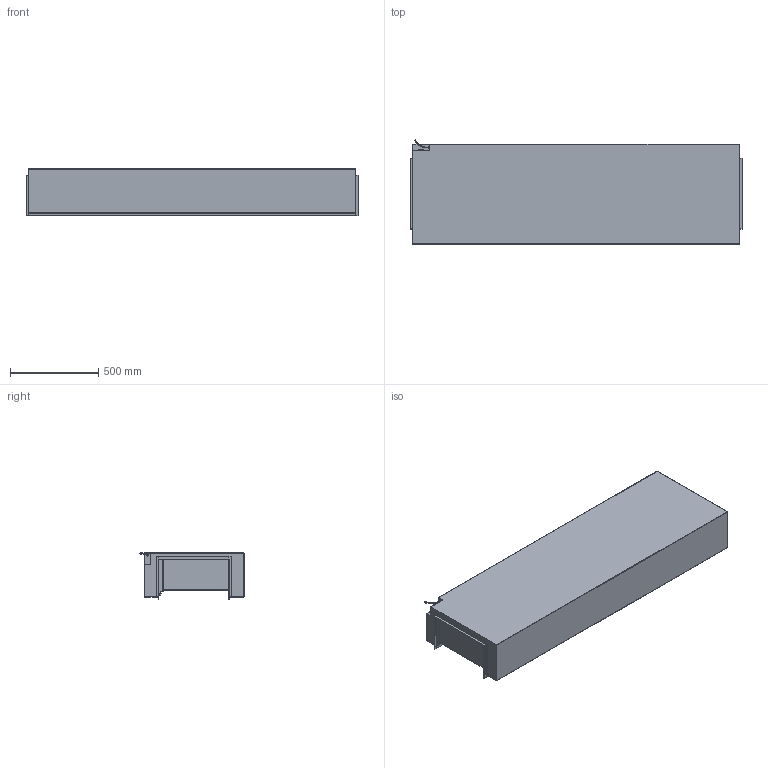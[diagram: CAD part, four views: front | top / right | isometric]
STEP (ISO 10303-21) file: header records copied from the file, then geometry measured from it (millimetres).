
FILE_DESCRIPTION (( 'STEP AP203' ), '1' );
FILE_NAME ('Luminosa 185 Engine.STEP', '2024-08-02T09:54:16', ( '' ), ( '' ), 'SwSTEP 2.0', 'SolidWorks 2022', '' );
FILE_SCHEMA (( 'CONFIG_CONTROL_DESIGN' ));
Length unit declared in the file: millimetre
Products named in the file (1): Luminosa 185 Engine
Bounding box: 1882 x 590.05 x 270.34 mm (x, y, z)
Volume: 7278172.8 mm3; surface area: 9693774.1 mm2
Topology: 26 solids, 26 shells, 905 faces, 2398 edges, 1550 vertices
Faces by surface type: plane 849, cylinder 44, bspline 5, torus 4, sphere 3
Entity records: 27906 total; most frequent: CARTESIAN_POINT 4958, ORIENTED_EDGE 4778, DIRECTION 4285, EDGE_CURVE 2389, VECTOR 2279, LINE 2279, VERTEX_POINT 1544, EDGE_LOOP 1171
